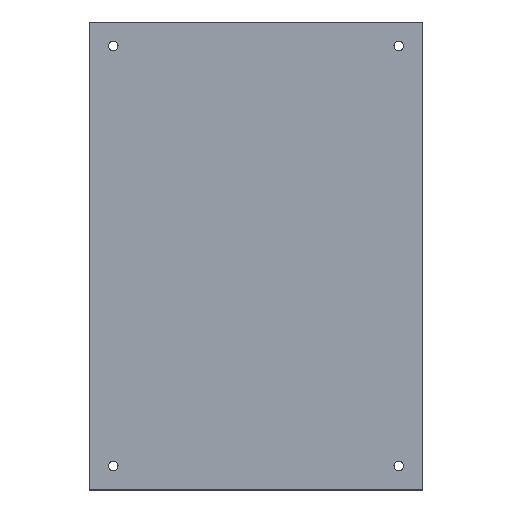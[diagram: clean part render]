
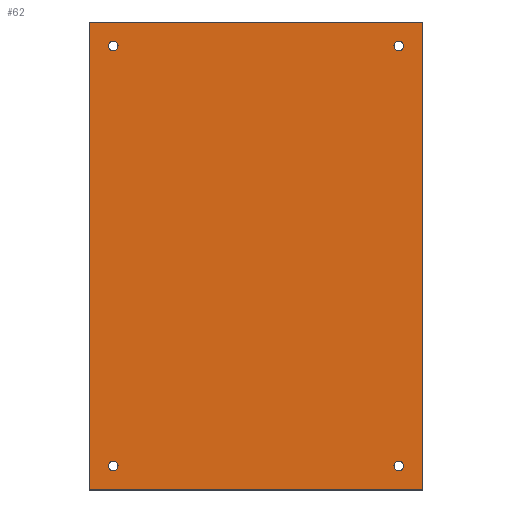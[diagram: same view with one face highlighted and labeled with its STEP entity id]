
A CAD part, top view. The second image highlights one B-rep face of the part: STEP entity #62.
In plain terms, the highlighted planar face has unit normal (0, 0, 1).
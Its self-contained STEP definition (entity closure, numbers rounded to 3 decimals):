
#62=ADVANCED_FACE('',(#158,#160,#162,#164,#166),#168,.T.);
#158=FACE_BOUND('',#159,.T.);
#159=EDGE_LOOP('',(#245,#246,#247,#248));
#160=FACE_BOUND('',#161,.T.);
#161=EDGE_LOOP('',(#249));
#162=FACE_BOUND('',#163,.T.);
#163=EDGE_LOOP('',(#250));
#164=FACE_BOUND('',#165,.T.);
#165=EDGE_LOOP('',(#251));
#166=FACE_BOUND('',#167,.T.);
#167=EDGE_LOOP('',(#252));
#168=PLANE('',#169);
#169=AXIS2_PLACEMENT_3D('',#170,#171,#172);
#170=CARTESIAN_POINT('',(0.,0.,3.));
#171=DIRECTION('',(0.,0.,1.));
#172=DIRECTION('',(-1.,0.,0.));
#245=ORIENTED_EDGE('',*,*,#285,.T.);
#246=ORIENTED_EDGE('',*,*,#286,.T.);
#247=ORIENTED_EDGE('',*,*,#287,.T.);
#248=ORIENTED_EDGE('',*,*,#288,.T.);
#249=ORIENTED_EDGE('',*,*,#289,.T.);
#250=ORIENTED_EDGE('',*,*,#290,.T.);
#251=ORIENTED_EDGE('',*,*,#291,.T.);
#252=ORIENTED_EDGE('',*,*,#292,.T.);
#285=EDGE_CURVE('',#313,#314,#315,.T.);
#286=EDGE_CURVE('',#314,#316,#317,.T.);
#287=EDGE_CURVE('',#316,#318,#319,.T.);
#288=EDGE_CURVE('',#318,#313,#320,.T.);
#289=EDGE_CURVE('',#321,#321,#322,.F.);
#290=EDGE_CURVE('',#323,#323,#324,.F.);
#291=EDGE_CURVE('',#325,#325,#326,.F.);
#292=EDGE_CURVE('',#327,#327,#328,.F.);
#313=VERTEX_POINT('',#369);
#314=VERTEX_POINT('',#370);
#315=LINE('',#371,#372);
#316=VERTEX_POINT('',#374);
#317=LINE('',#375,#376);
#318=VERTEX_POINT('',#378);
#319=LINE('',#379,#380);
#320=LINE('',#382,#383);
#321=VERTEX_POINT('',#385);
#322=CIRCLE('',#386,2.);
#323=VERTEX_POINT('',#390);
#324=CIRCLE('',#391,2.);
#325=VERTEX_POINT('',#395);
#326=CIRCLE('',#396,2.);
#327=VERTEX_POINT('',#400);
#328=CIRCLE('',#401,2.);
#369=CARTESIAN_POINT('',(-69.5,97.5,3.));
#370=CARTESIAN_POINT('',(-69.5,-97.5,3.));
#371=CARTESIAN_POINT('',(-69.5,97.5,3.));
#372=VECTOR('',#373,1.);
#373=DIRECTION('',(0.,-1.,0.));
#374=CARTESIAN_POINT('',(69.5,-97.5,3.));
#375=CARTESIAN_POINT('',(-69.5,-97.5,3.));
#376=VECTOR('',#377,1.);
#377=DIRECTION('',(1.,0.,0.));
#378=CARTESIAN_POINT('',(69.5,97.5,3.));
#379=CARTESIAN_POINT('',(69.5,-97.5,3.));
#380=VECTOR('',#381,1.);
#381=DIRECTION('',(0.,1.,0.));
#382=CARTESIAN_POINT('',(69.5,97.5,3.));
#383=VECTOR('',#384,1.);
#384=DIRECTION('',(-1.,0.,0.));
#385=CARTESIAN_POINT('',(57.5,-87.5,3.));
#386=AXIS2_PLACEMENT_3D('',#387,#388,#389);
#387=CARTESIAN_POINT('',(59.5,-87.5,3.));
#388=DIRECTION('',(0.,0.,1.));
#389=DIRECTION('',(-1.,0.,0.));
#390=CARTESIAN_POINT('',(-61.5,-87.5,3.));
#391=AXIS2_PLACEMENT_3D('',#392,#393,#394);
#392=CARTESIAN_POINT('',(-59.5,-87.5,3.));
#393=DIRECTION('',(0.,0.,1.));
#394=DIRECTION('',(-1.,0.,0.));
#395=CARTESIAN_POINT('',(-61.5,87.5,3.));
#396=AXIS2_PLACEMENT_3D('',#397,#398,#399);
#397=CARTESIAN_POINT('',(-59.5,87.5,3.));
#398=DIRECTION('',(0.,0.,1.));
#399=DIRECTION('',(-1.,0.,0.));
#400=CARTESIAN_POINT('',(57.5,87.5,3.));
#401=AXIS2_PLACEMENT_3D('',#402,#403,#404);
#402=CARTESIAN_POINT('',(59.5,87.5,3.));
#403=DIRECTION('',(0.,0.,1.));
#404=DIRECTION('',(-1.,0.,0.));
